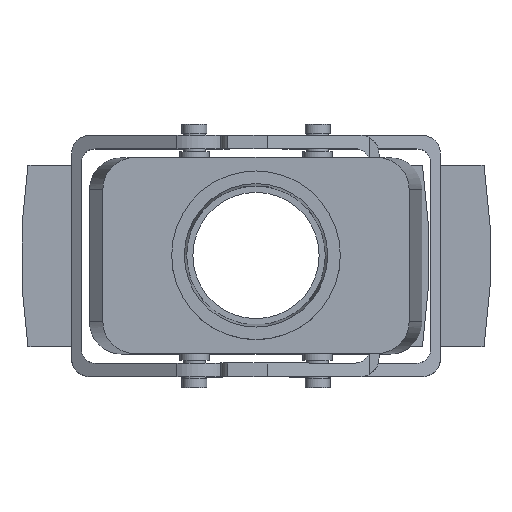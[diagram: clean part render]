
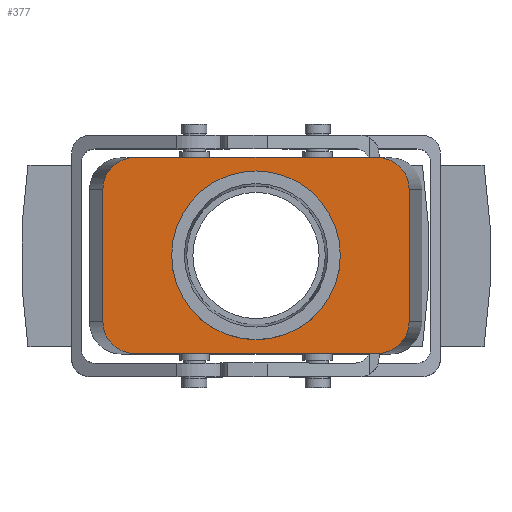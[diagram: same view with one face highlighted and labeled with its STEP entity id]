
A CAD part, top view. The second image highlights one B-rep face of the part: STEP entity #377.
In plain terms, the highlighted planar face has unit normal (0, 0, 1).
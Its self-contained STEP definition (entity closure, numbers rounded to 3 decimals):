
#377 = ADVANCED_FACE( '', ( #922, #923 ), #924, .T. );
#922 = FACE_BOUND( '', #1670, .T. );
#923 = FACE_OUTER_BOUND( '', #1671, .T. );
#924 = PLANE( '', #1672 );
#1670 = EDGE_LOOP( '', ( #2710 ) );
#1671 = EDGE_LOOP( '', ( #2711, #2712, #2713, #2714, #2715, #2716, #2717, #2718 ) );
#1672 = AXIS2_PLACEMENT_3D( '', #2719, #2720, #2721 );
#2710 = ORIENTED_EDGE( '', *, *, #4567, .F. );
#2711 = ORIENTED_EDGE( '', *, *, #4568, .T. );
#2712 = ORIENTED_EDGE( '', *, *, #4569, .T. );
#2713 = ORIENTED_EDGE( '', *, *, #4570, .F. );
#2714 = ORIENTED_EDGE( '', *, *, #4571, .F. );
#2715 = ORIENTED_EDGE( '', *, *, #4572, .T. );
#2716 = ORIENTED_EDGE( '', *, *, #4573, .F. );
#2717 = ORIENTED_EDGE( '', *, *, #4574, .F. );
#2718 = ORIENTED_EDGE( '', *, *, #4365, .T. );
#2719 = CARTESIAN_POINT( '', ( -33.6, 0., 72. ) );
#2720 = DIRECTION( '', ( 0., 0., 1. ) );
#2721 = DIRECTION( '', ( 1., 0., 0. ) );
#4365 = EDGE_CURVE( '', #5183, #5181, #5184, .T. );
#4567 = EDGE_CURVE( '', #5518, #5518, #5519, .T. );
#4568 = EDGE_CURVE( '', #5181, #5520, #5521, .T. );
#4569 = EDGE_CURVE( '', #5520, #5522, #5523, .T. );
#4570 = EDGE_CURVE( '', #5524, #5522, #5525, .T. );
#4571 = EDGE_CURVE( '', #5526, #5524, #5527, .T. );
#4572 = EDGE_CURVE( '', #5526, #5528, #5529, .T. );
#4573 = EDGE_CURVE( '', #5530, #5528, #5531, .T. );
#4574 = EDGE_CURVE( '', #5183, #5530, #5532, .T. );
#5181 = VERTEX_POINT( '', #6343 );
#5183 = VERTEX_POINT( '', #6346 );
#5184 = LINE( '', #6347, #6348 );
#5518 = VERTEX_POINT( '', #6807 );
#5519 = CIRCLE( '', #6808, 18.5 );
#5520 = VERTEX_POINT( '', #6809 );
#5521 = ELLIPSE( '', #6810, 7.011, 7. );
#5522 = VERTEX_POINT( '', #6811 );
#5523 = LINE( '', #6812, #6813 );
#5524 = VERTEX_POINT( '', #6814 );
#5525 = ELLIPSE( '', #6815, 7.011, 7. );
#5526 = VERTEX_POINT( '', #6816 );
#5527 = LINE( '', #6817, #6818 );
#5528 = VERTEX_POINT( '', #6819 );
#5529 = ELLIPSE( '', #6820, 7.011, 7. );
#5530 = VERTEX_POINT( '', #6821 );
#5531 = LINE( '', #6822, #6823 );
#5532 = ELLIPSE( '', #6824, 7.011, 7. );
#6343 = CARTESIAN_POINT( '', ( -33.6, -14.5, 72. ) );
#6346 = CARTESIAN_POINT( '', ( -33.6, 14.5, 72. ) );
#6347 = CARTESIAN_POINT( '', ( -33.6, 0., 72. ) );
#6348 = VECTOR( '', #7968, 1000. );
#6807 = CARTESIAN_POINT( '', ( 18.5, 0., 72. ) );
#6808 = AXIS2_PLACEMENT_3D( '', #8202, #8203, #8204 );
#6809 = CARTESIAN_POINT( '', ( -26.589, -21.5, 72. ) );
#6810 = AXIS2_PLACEMENT_3D( '', #8205, #8206, #8207 );
#6811 = CARTESIAN_POINT( '', ( 26.589, -21.5, 72. ) );
#6812 = CARTESIAN_POINT( '', ( -33.6, -21.5, 72. ) );
#6813 = VECTOR( '', #8208, 1000. );
#6814 = CARTESIAN_POINT( '', ( 33.6, -14.5, 72. ) );
#6815 = AXIS2_PLACEMENT_3D( '', #8209, #8210, #8211 );
#6816 = CARTESIAN_POINT( '', ( 33.6, 14.5, 72. ) );
#6817 = CARTESIAN_POINT( '', ( 33.6, 0., 72. ) );
#6818 = VECTOR( '', #8212, 1000. );
#6819 = CARTESIAN_POINT( '', ( 26.589, 21.5, 72. ) );
#6820 = AXIS2_PLACEMENT_3D( '', #8213, #8214, #8215 );
#6821 = CARTESIAN_POINT( '', ( -26.589, 21.5, 72. ) );
#6822 = CARTESIAN_POINT( '', ( -33.6, 21.5, 72. ) );
#6823 = VECTOR( '', #8216, 1000. );
#6824 = AXIS2_PLACEMENT_3D( '', #8217, #8218, #8219 );
#7968 = DIRECTION( '', ( 0., -1., 0. ) );
#8202 = CARTESIAN_POINT( '', ( 0., 0., 72. ) );
#8203 = DIRECTION( '', ( 0., 0., 1. ) );
#8204 = DIRECTION( '', ( 1., 0., 0. ) );
#8205 = CARTESIAN_POINT( '', ( -26.589, -14.5, 72. ) );
#8206 = DIRECTION( '', ( 0., 0., 1. ) );
#8207 = DIRECTION( '', ( -1., 0., 0. ) );
#8208 = DIRECTION( '', ( 1., 0., 0. ) );
#8209 = CARTESIAN_POINT( '', ( 26.589, -14.5, 72. ) );
#8210 = DIRECTION( '', ( 0., 0., -1. ) );
#8211 = DIRECTION( '', ( 1., 0., 0. ) );
#8212 = DIRECTION( '', ( 0., -1., 0. ) );
#8213 = CARTESIAN_POINT( '', ( 26.589, 14.5, 72. ) );
#8214 = DIRECTION( '', ( 0., 0., 1. ) );
#8215 = DIRECTION( '', ( 1., 0., 0. ) );
#8216 = DIRECTION( '', ( 1., 0., 0. ) );
#8217 = CARTESIAN_POINT( '', ( -26.589, 14.5, 72. ) );
#8218 = DIRECTION( '', ( 0., 0., -1. ) );
#8219 = DIRECTION( '', ( -1., 0., 0. ) );
